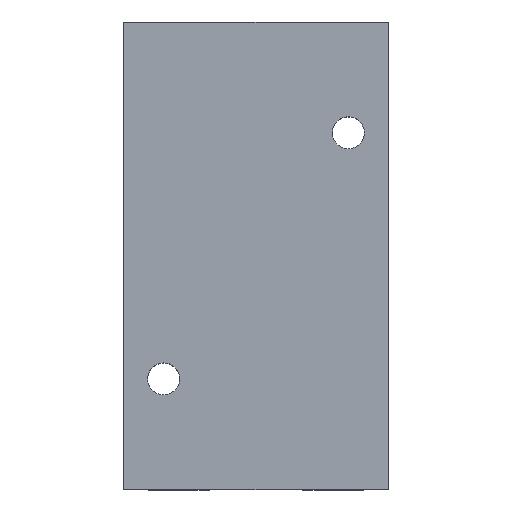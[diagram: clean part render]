
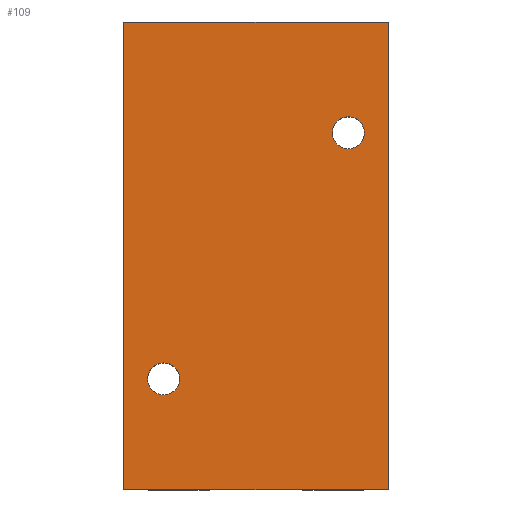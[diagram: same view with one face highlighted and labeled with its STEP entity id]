
A CAD part, top view. The second image highlights one B-rep face of the part: STEP entity #109.
In plain terms, the highlighted planar face has unit normal (0, 0, 1).
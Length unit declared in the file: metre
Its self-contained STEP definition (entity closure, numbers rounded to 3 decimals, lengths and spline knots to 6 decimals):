
#109 = ADVANCED_FACE( '', ( #235, #236, #237 ), #238, .T. );
#235 = FACE_BOUND( '', #368, .T. );
#236 = FACE_OUTER_BOUND( '', #369, .T. );
#237 = FACE_BOUND( '', #370, .T. );
#238 = PLANE( '', #371 );
#368 = EDGE_LOOP( '', ( #615 ) );
#369 = EDGE_LOOP( '', ( #616, #617, #618, #619 ) );
#370 = EDGE_LOOP( '', ( #620 ) );
#371 = AXIS2_PLACEMENT_3D( '', #621, #622, #623 );
#615 = ORIENTED_EDGE( '', *, *, #808, .T. );
#616 = ORIENTED_EDGE( '', *, *, #809, .F. );
#617 = ORIENTED_EDGE( '', *, *, #740, .F. );
#618 = ORIENTED_EDGE( '', *, *, #731, .T. );
#619 = ORIENTED_EDGE( '', *, *, #810, .T. );
#620 = ORIENTED_EDGE( '', *, *, #782, .T. );
#621 = CARTESIAN_POINT( '', ( -0.0215, -0.038, 0.025 ) );
#622 = DIRECTION( '', ( 0., 0., 1. ) );
#623 = DIRECTION( '', ( 1., 0., 0. ) );
#731 = EDGE_CURVE( '', #865, #863, #866, .T. );
#740 = EDGE_CURVE( '', #865, #881, #882, .T. );
#782 = EDGE_CURVE( '', #946, #946, #947, .T. );
#808 = EDGE_CURVE( '', #982, #982, #983, .T. );
#809 = EDGE_CURVE( '', #881, #984, #985, .T. );
#810 = EDGE_CURVE( '', #863, #984, #986, .T. );
#863 = VERTEX_POINT( '', #1054 );
#865 = VERTEX_POINT( '', #1057 );
#866 = LINE( '', #1058, #1059 );
#881 = VERTEX_POINT( '', #1081 );
#882 = LINE( '', #1082, #1083 );
#946 = VERTEX_POINT( '', #1335 );
#947 = CIRCLE( '', #1336, 0.0026 );
#982 = VERTEX_POINT( '', #1387 );
#983 = CIRCLE( '', #1388, 0.0026 );
#984 = VERTEX_POINT( '', #1389 );
#985 = LINE( '', #1390, #1391 );
#986 = LINE( '', #1392, #1393 );
#1054 = CARTESIAN_POINT( '', ( 0.0215, -0.038, 0.025 ) );
#1057 = CARTESIAN_POINT( '', ( -0.0215, -0.038, 0.025 ) );
#1058 = CARTESIAN_POINT( '', ( -0.0215, -0.038, 0.025 ) );
#1059 = VECTOR( '', #1442, 1. );
#1081 = CARTESIAN_POINT( '', ( -0.0215, 0.038, 0.025 ) );
#1082 = CARTESIAN_POINT( '', ( -0.0215, -0.038, 0.025 ) );
#1083 = VECTOR( '', #1450, 1. );
#1335 = CARTESIAN_POINT( '', ( -0.0124, -0.02, 0.025 ) );
#1336 = AXIS2_PLACEMENT_3D( '', #1494, #1495, #1496 );
#1387 = CARTESIAN_POINT( '', ( 0.0176, 0.02, 0.025 ) );
#1388 = AXIS2_PLACEMENT_3D( '', #1519, #1520, #1521 );
#1389 = CARTESIAN_POINT( '', ( 0.0215, 0.038, 0.025 ) );
#1390 = CARTESIAN_POINT( '', ( -0.0215, 0.038, 0.025 ) );
#1391 = VECTOR( '', #1522, 1. );
#1392 = CARTESIAN_POINT( '', ( 0.0215, -0.038, 0.025 ) );
#1393 = VECTOR( '', #1523, 1. );
#1442 = DIRECTION( '', ( 1., 0., 0. ) );
#1450 = DIRECTION( '', ( 0., 1., 0. ) );
#1494 = CARTESIAN_POINT( '', ( -0.015, -0.02, 0.025 ) );
#1495 = DIRECTION( '', ( 0., 0., -1. ) );
#1496 = DIRECTION( '', ( 1., 0., 0. ) );
#1519 = CARTESIAN_POINT( '', ( 0.015, 0.02, 0.025 ) );
#1520 = DIRECTION( '', ( 0., 0., -1. ) );
#1521 = DIRECTION( '', ( 1., 0., 0. ) );
#1522 = DIRECTION( '', ( 1., 0., 0. ) );
#1523 = DIRECTION( '', ( 0., 1., 0. ) );
